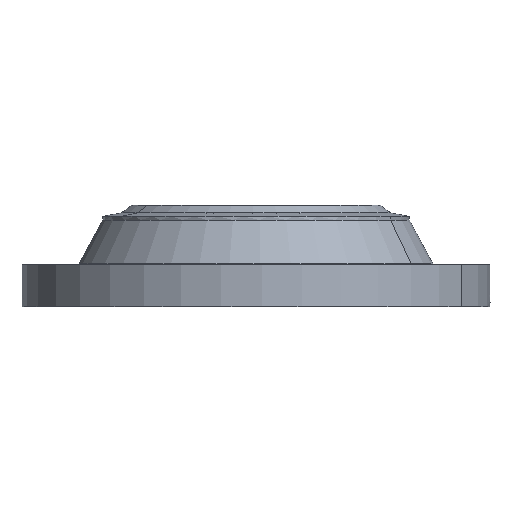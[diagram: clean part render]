
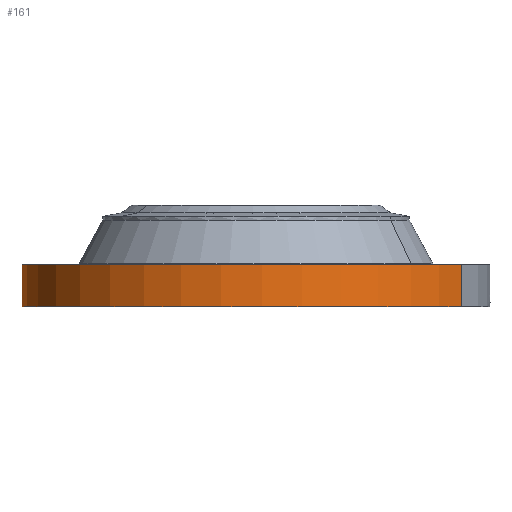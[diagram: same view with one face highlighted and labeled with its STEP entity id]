
A CAD part, left-side view. The second image highlights one B-rep face of the part: STEP entity #161.
In plain terms, the highlighted cylindrical face has radius 387.35 mm (diameter 774.7 mm), a partial arc.
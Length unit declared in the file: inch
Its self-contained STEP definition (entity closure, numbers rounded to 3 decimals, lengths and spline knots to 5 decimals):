
#38=AXIS2_PLACEMENT_3D('Cylinder Axis2P3D',#35,#36,#37) ;
#42=AXIS2_PLACEMENT_3D('Circle Axis2P3D',#40,#41,$) ;
#58=AXIS2_PLACEMENT_3D('Circle Axis2P3D',#56,#57,$) ;
#35=CARTESIAN_POINT('Axis2P3D Location',(0.,0.,3.56)) ;
#40=CARTESIAN_POINT('Axis2P3D Location',(0.,0.,0.25)) ;
#44=CARTESIAN_POINT('Vertex',(-7.31124,-13.38313,0.25)) ;
#46=CARTESIAN_POINT('Vertex',(7.31124,13.38313,0.25)) ;
#49=CARTESIAN_POINT('Line Origine',(-7.31124,-13.38313,1.625)) ;
#53=CARTESIAN_POINT('Vertex',(-7.31124,-13.38313,3.)) ;
#56=CARTESIAN_POINT('Axis2P3D Location',(0.,0.,3.)) ;
#60=CARTESIAN_POINT('Vertex',(7.31124,13.38313,3.)) ;
#63=CARTESIAN_POINT('Line Origine',(7.31124,13.38313,1.625)) ;
#75=CARTESIAN_POINT('Control Point',(-0.00072,15.25,1.29412)) ;
#76=CARTESIAN_POINT('Control Point',(-0.01897,15.25,1.29408)) ;
#77=CARTESIAN_POINT('Control Point',(-0.03722,15.24997,1.29263)) ;
#78=CARTESIAN_POINT('Control Point',(-0.05525,15.2499,1.28978)) ;
#79=CARTESIAN_POINT('Vertex',(-0.00072,15.25,1.29412)) ;
#81=CARTESIAN_POINT('Vertex',(-0.05524,15.2499,1.28978)) ;
#85=CARTESIAN_POINT('Control Point',(-0.05524,15.2499,1.28978)) ;
#86=CARTESIAN_POINT('Control Point',(-0.0957,15.24975,1.28536)) ;
#87=CARTESIAN_POINT('Control Point',(-0.13552,15.24944,1.27359)) ;
#88=CARTESIAN_POINT('Control Point',(-0.1722,15.24903,1.25523)) ;
#89=CARTESIAN_POINT('Vertex',(-0.1722,15.24903,1.25523)) ;
#93=CARTESIAN_POINT('Control Point',(-0.03102,15.24997,0.53119)) ;
#94=CARTESIAN_POINT('Control Point',(-0.09618,15.24984,0.53944)) ;
#95=CARTESIAN_POINT('Control Point',(-0.15929,15.24936,0.56129)) ;
#96=CARTESIAN_POINT('Control Point',(-0.2164,15.24859,0.5961)) ;
#97=CARTESIAN_POINT('Control Point',(-0.28882,15.24733,0.66419)) ;
#98=CARTESIAN_POINT('Control Point',(-0.33643,15.2463,0.74867)) ;
#99=CARTESIAN_POINT('Control Point',(-0.34947,15.246,0.77873)) ;
#100=CARTESIAN_POINT('Control Point',(-0.37169,15.24548,0.84897)) ;
#101=CARTESIAN_POINT('Control Point',(-0.37718,15.24533,0.92214)) ;
#102=CARTESIAN_POINT('Control Point',(-0.37491,15.24539,0.96295)) ;
#103=CARTESIAN_POINT('Control Point',(-0.3565,15.24585,1.06072)) ;
#104=CARTESIAN_POINT('Control Point',(-0.30814,15.24693,1.14794)) ;
#105=CARTESIAN_POINT('Control Point',(-0.26982,15.24771,1.19324)) ;
#106=CARTESIAN_POINT('Control Point',(-0.22354,15.24845,1.22954)) ;
#107=CARTESIAN_POINT('Control Point',(-0.1722,15.24903,1.25523)) ;
#108=CARTESIAN_POINT('Vertex',(-0.03102,15.24997,0.53119)) ;
#112=CARTESIAN_POINT('Control Point',(-0.03102,15.24997,0.53119)) ;
#113=CARTESIAN_POINT('Control Point',(-0.02067,15.24999,0.53087)) ;
#114=CARTESIAN_POINT('Control Point',(-0.01032,15.25,0.53094)) ;
#115=CARTESIAN_POINT('Control Point',(0.,15.25,0.53137)) ;
#116=CARTESIAN_POINT('Vertex',(0.,15.25,0.53137)) ;
#120=CARTESIAN_POINT('Control Point',(0.19263,15.24878,0.58741)) ;
#121=CARTESIAN_POINT('Control Point',(0.14901,15.24933,0.56204)) ;
#122=CARTESIAN_POINT('Control Point',(0.10112,15.24977,0.54378)) ;
#123=CARTESIAN_POINT('Control Point',(0.05081,15.25,0.53353)) ;
#124=CARTESIAN_POINT('Control Point',(0.,15.25,0.53137)) ;
#125=CARTESIAN_POINT('Vertex',(0.19263,15.24878,0.58741)) ;
#129=CARTESIAN_POINT('Control Point',(0.19263,15.24878,0.58741)) ;
#130=CARTESIAN_POINT('Control Point',(0.24945,15.24807,0.62047)) ;
#131=CARTESIAN_POINT('Control Point',(0.29951,15.24717,0.66484)) ;
#132=CARTESIAN_POINT('Control Point',(0.33965,15.24626,0.71897)) ;
#133=CARTESIAN_POINT('Control Point',(0.38385,15.24518,0.81717)) ;
#134=CARTESIAN_POINT('Control Point',(0.39239,15.24495,0.92246)) ;
#135=CARTESIAN_POINT('Control Point',(0.39027,15.24501,0.96262)) ;
#136=CARTESIAN_POINT('Control Point',(0.3761,15.24537,1.03753)) ;
#137=CARTESIAN_POINT('Control Point',(0.34396,15.24613,1.10596)) ;
#138=CARTESIAN_POINT('Control Point',(0.32488,15.24656,1.13638)) ;
#139=CARTESIAN_POINT('Control Point',(0.26317,15.24783,1.21274)) ;
#140=CARTESIAN_POINT('Control Point',(0.18008,15.24909,1.26567)) ;
#141=CARTESIAN_POINT('Control Point',(0.12136,15.2497,1.28769)) ;
#142=CARTESIAN_POINT('Control Point',(0.0602,15.25,1.29711)) ;
#143=CARTESIAN_POINT('Control Point',(-0.00003,15.25,1.29415)) ;
#144=CARTESIAN_POINT('Vertex',(-0.00003,15.25,1.29415)) ;
#148=CARTESIAN_POINT('Control Point',(-0.00072,15.25,1.29412)) ;
#149=CARTESIAN_POINT('Control Point',(-0.00037,15.25,1.29414)) ;
#150=CARTESIAN_POINT('Control Point',(-0.00003,15.25,1.29415)) ;
#36=DIRECTION('Axis2P3D Direction',(0.,0.,-0.039)) ;
#37=DIRECTION('Axis2P3D XDirection',(0.019,0.035,0.)) ;
#41=DIRECTION('Axis2P3D Direction',(0.,0.,-0.039)) ;
#50=DIRECTION('Vector Direction',(0.,0.,-0.039)) ;
#57=DIRECTION('Axis2P3D Direction',(0.,0.,-0.039)) ;
#64=DIRECTION('Vector Direction',(0.,0.,-0.039)) ;
#51=VECTOR('Line Direction',#50,0.03937) ;
#65=VECTOR('Line Direction',#64,0.03937) ;
#69=ORIENTED_EDGE('',*,*,#48,.F.) ;
#70=ORIENTED_EDGE('',*,*,#55,.T.) ;
#71=ORIENTED_EDGE('',*,*,#62,.T.) ;
#72=ORIENTED_EDGE('',*,*,#67,.F.) ;
#153=ORIENTED_EDGE('',*,*,#83,.T.) ;
#154=ORIENTED_EDGE('',*,*,#91,.T.) ;
#155=ORIENTED_EDGE('',*,*,#110,.F.) ;
#156=ORIENTED_EDGE('',*,*,#118,.T.) ;
#157=ORIENTED_EDGE('',*,*,#127,.F.) ;
#158=ORIENTED_EDGE('',*,*,#146,.T.) ;
#159=ORIENTED_EDGE('',*,*,#151,.F.) ;
#160=FACE_BOUND('',#152,.T.) ;
#161=ADVANCED_FACE('PartBody',(#73,#160),#39,.T.) ;
#74=B_SPLINE_CURVE_WITH_KNOTS('',3,(#75,#76,#77,#78),.UNSPECIFIED.,.F.,.U.,(4,4),(34.6166,36.64172),.UNSPECIFIED.) ;
#84=B_SPLINE_CURVE_WITH_KNOTS('',3,(#85,#86,#87,#88),.UNSPECIFIED.,.F.,.U.,(4,4),(0.,4.57283),.UNSPECIFIED.) ;
#92=B_SPLINE_CURVE_WITH_KNOTS('',5,(#93,#94,#95,#96,#97,#98,#99,#100,#101,#102,#103,#104,#105,#106,#107),.UNSPECIFIED.,.F.,.U.,(6,3,3,3,6),(0.,11.41563,17.25639,24.61345,35.28116),.UNSPECIFIED.) ;
#111=B_SPLINE_CURVE_WITH_KNOTS('',3,(#112,#113,#114,#115),.UNSPECIFIED.,.F.,.U.,(4,4),(0.,1.07896),.UNSPECIFIED.) ;
#119=B_SPLINE_CURVE_WITH_KNOTS('',4,(#120,#121,#122,#123,#124),.UNSPECIFIED.,.F.,.U.,(5,5),(0.,7.07933),.UNSPECIFIED.) ;
#128=B_SPLINE_CURVE_WITH_KNOTS('',5,(#129,#130,#131,#132,#133,#134,#135,#136,#137,#138,#139,#140,#141,#142,#143),.UNSPECIFIED.,.F.,.U.,(6,3,3,3,6),(0.,11.52891,18.60798,25.02999,36.28697),.UNSPECIFIED.) ;
#147=B_SPLINE_CURVE_WITH_KNOTS('',2,(#148,#149,#150),.UNSPECIFIED.,.F.,.U.,(3,3),(1.02181,1.0476),.UNSPECIFIED.) ;
#43=CIRCLE('generated circle',#42,15.25) ;
#59=CIRCLE('generated circle',#58,15.25) ;
#39=CYLINDRICAL_SURFACE('generated cylinder',#38,15.25) ;
#48=EDGE_CURVE('',#45,#47,#43,.T.) ;
#55=EDGE_CURVE('',#45,#54,#52,.F.) ;
#62=EDGE_CURVE('',#54,#61,#59,.T.) ;
#67=EDGE_CURVE('',#47,#61,#66,.F.) ;
#83=EDGE_CURVE('',#80,#82,#74,.T.) ;
#91=EDGE_CURVE('',#82,#90,#84,.T.) ;
#110=EDGE_CURVE('',#109,#90,#92,.T.) ;
#118=EDGE_CURVE('',#109,#117,#111,.T.) ;
#127=EDGE_CURVE('',#126,#117,#119,.T.) ;
#146=EDGE_CURVE('',#126,#145,#128,.T.) ;
#151=EDGE_CURVE('',#80,#145,#147,.T.) ;
#68=EDGE_LOOP('',(#69,#70,#71,#72)) ;
#152=EDGE_LOOP('',(#153,#154,#155,#156,#157,#158,#159)) ;
#73=FACE_OUTER_BOUND('',#68,.T.) ;
#52=LINE('Line',#49,#51) ;
#66=LINE('Line',#63,#65) ;
#45=VERTEX_POINT('',#44) ;
#47=VERTEX_POINT('',#46) ;
#54=VERTEX_POINT('',#53) ;
#61=VERTEX_POINT('',#60) ;
#80=VERTEX_POINT('',#79) ;
#82=VERTEX_POINT('',#81) ;
#90=VERTEX_POINT('',#89) ;
#109=VERTEX_POINT('',#108) ;
#117=VERTEX_POINT('',#116) ;
#126=VERTEX_POINT('',#125) ;
#145=VERTEX_POINT('',#144) ;
